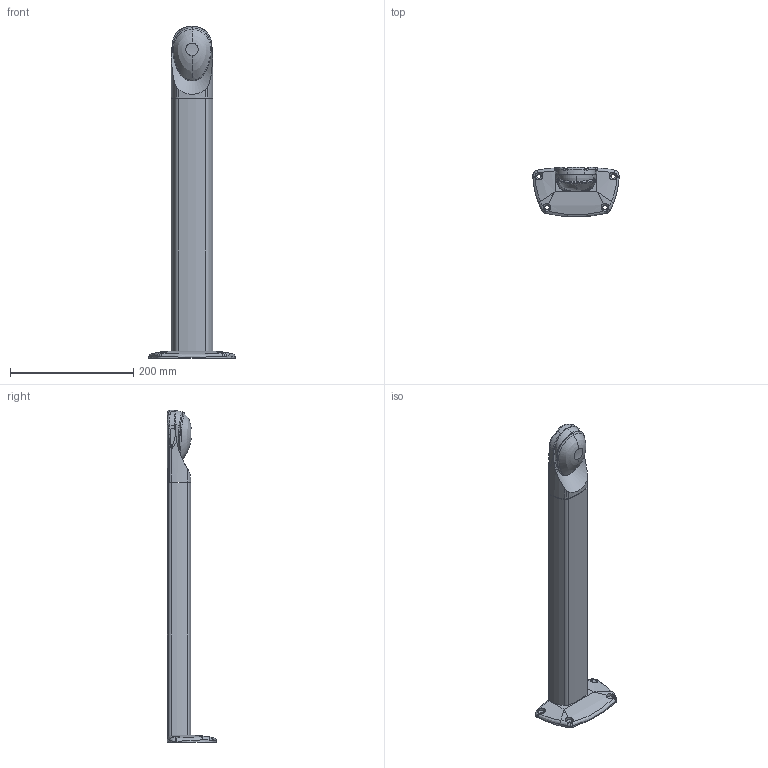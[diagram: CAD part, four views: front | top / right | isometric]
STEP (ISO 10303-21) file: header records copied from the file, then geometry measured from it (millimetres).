
FILE_DESCRIPTION (( 'STEP AP214' ), '1' );
FILE_NAME ('R90 - fotocellula con colonnina.STEP', '2017-03-07T12:38:59', ( 'admin' ), ( 'Microsoft' ), 'SwSTEP 2.0', 'SolidWorks 2016', '' );
FILE_SCHEMA (( 'AUTOMOTIVE_DESIGN' ));
Length unit declared in the file: millimetre
Products named in the file (1): R90 - fotocellula con colonnina
Bounding box: 139.96 x 79.43 x 537.73 mm (x, y, z)
Volume: 1211333.3 mm3; surface area: 145795.5 mm2
Topology: 5 solids, 6 shells, 215 faces, 537 edges, 327 vertices
Faces by surface type: cylinder 105, bspline 63, plane 20, cone 18, torus 7, sphere 2
Entity records: 28859 total; most frequent: CARTESIAN_POINT 21906, ORIENTED_EDGE 1042, DIRECTION 775, EDGE_CURVE 521, VERTEX_POINT 327, AXIS2_PLACEMENT_3D 321, EDGE_LOOP 232, UNCERTAINTY_MEASURE_WITH_UNIT 222
